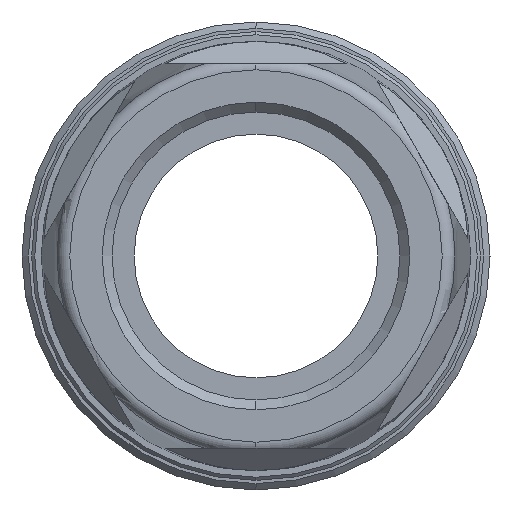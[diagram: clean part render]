
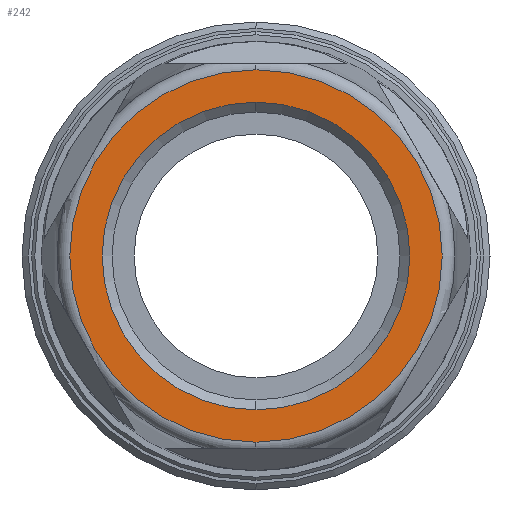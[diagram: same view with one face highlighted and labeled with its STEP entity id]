
A CAD part, left-side view. The second image highlights one B-rep face of the part: STEP entity #242.
In plain terms, the highlighted planar face has unit normal (-1, 0, 0).
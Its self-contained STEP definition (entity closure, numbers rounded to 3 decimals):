
#242 = ADVANCED_FACE ( 'NONE', ( #806, #804 ), #3114, .T. ) ;
#324 = CARTESIAN_POINT ( 'NONE',  ( 0., -60.41, 0. ) ) ;
#325 = DIRECTION ( 'NONE',  ( -1., 0., 0. ) ) ;
#326 = DIRECTION ( 'NONE',  ( 0., 0., 1. ) ) ;
#371 = VERTEX_POINT ( 'NONE', #985 ) ;
#374 = VERTEX_POINT ( 'NONE', #988 ) ;
#458 = CARTESIAN_POINT ( 'NONE',  ( 0., 0., 0. ) ) ;
#459 = DIRECTION ( 'NONE',  ( -1., 0., 0. ) ) ;
#460 = DIRECTION ( 'NONE',  ( 0., 0., 1. ) ) ;
#461 = CARTESIAN_POINT ( 'NONE',  ( 0., 0., 0. ) ) ;
#462 = DIRECTION ( 'NONE',  ( -1., 0., 0. ) ) ;
#463 = DIRECTION ( 'NONE',  ( 0., 0., 1. ) ) ;
#712 = CIRCLE ( 'NONE', #1102, 24. ) ;
#713 = CIRCLE ( 'NONE', #1103, 29.043 ) ;
#726 = CIRCLE ( 'NONE', #1112, 29.043 ) ;
#731 = CIRCLE ( 'NONE', #1114, 24. ) ;
#804 = FACE_BOUND ( 'NONE', #2610, .T. ) ;
#806 = FACE_OUTER_BOUND ( 'NONE', #2611, .T. ) ;
#985 = CARTESIAN_POINT ( 'NONE',  ( 0., 0., -24. ) ) ;
#988 = CARTESIAN_POINT ( 'NONE',  ( 0., 0., 29.043 ) ) ;
#1102 = AXIS2_PLACEMENT_3D ( 'NONE', #458, #459, #460 ) ;
#1103 = AXIS2_PLACEMENT_3D ( 'NONE', #461, #462, #463 ) ;
#1112 = AXIS2_PLACEMENT_3D ( 'NONE', #2303, #2304, #2305 ) ;
#1114 = AXIS2_PLACEMENT_3D ( 'NONE', #2329, #2330, #2331 ) ;
#1281 = CARTESIAN_POINT ( 'NONE',  ( 0., 0., -29.043 ) ) ;
#1328 = CARTESIAN_POINT ( 'NONE',  ( 0., 0., 24. ) ) ;
#1753 = EDGE_CURVE ( 'NONE', #3568, #371, #712, .T. ) ;
#1754 = EDGE_CURVE ( 'NONE', #2217, #374, #713, .T. ) ;
#1792 = EDGE_CURVE ( 'NONE', #374, #2217, #726, .T. ) ;
#1796 = EDGE_CURVE ( 'NONE', #371, #3568, #731, .T. ) ;
#1921 = AXIS2_PLACEMENT_3D ( 'NONE', #324, #325, #326 ) ;
#2217 = VERTEX_POINT ( 'NONE', #1281 ) ;
#2303 = CARTESIAN_POINT ( 'NONE',  ( 0., 0., 0. ) ) ;
#2304 = DIRECTION ( 'NONE',  ( -1., 0., 0. ) ) ;
#2305 = DIRECTION ( 'NONE',  ( 0., 0., 1. ) ) ;
#2329 = CARTESIAN_POINT ( 'NONE',  ( 0., 0., 0. ) ) ;
#2330 = DIRECTION ( 'NONE',  ( -1., 0., 0. ) ) ;
#2331 = DIRECTION ( 'NONE',  ( 0., 0., 1. ) ) ;
#2495 = ORIENTED_EDGE ( 'NONE', *, *, #1796, .F. ) ;
#2496 = ORIENTED_EDGE ( 'NONE', *, *, #1753, .F. ) ;
#2497 = ORIENTED_EDGE ( 'NONE', *, *, #1754, .T. ) ;
#2498 = ORIENTED_EDGE ( 'NONE', *, *, #1792, .T. ) ;
#2610 = EDGE_LOOP ( 'NONE', ( #2496, #2495 ) ) ;
#2611 = EDGE_LOOP ( 'NONE', ( #2498, #2497 ) ) ;
#3114 = PLANE ( 'NONE',  #1921 ) ;
#3568 = VERTEX_POINT ( 'NONE', #1328 ) ;
